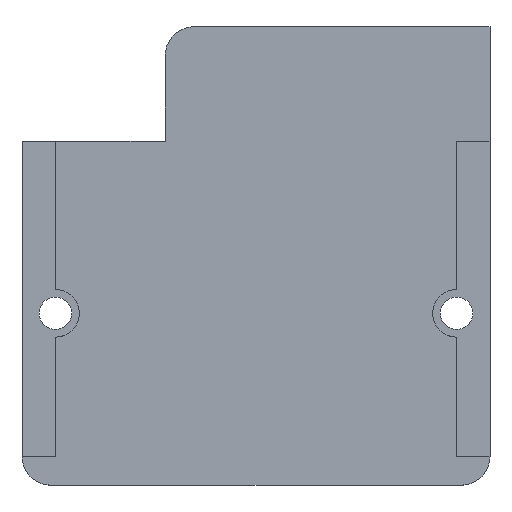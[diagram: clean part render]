
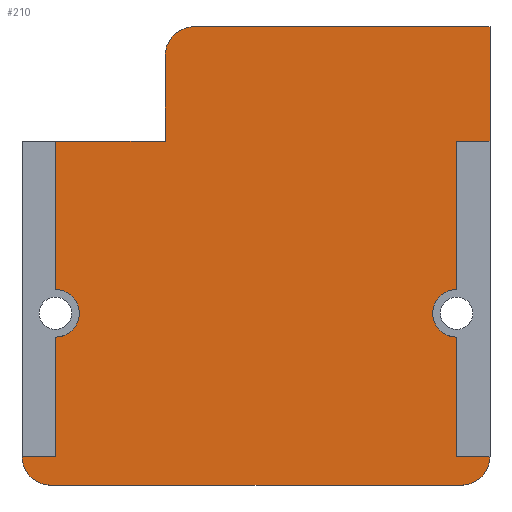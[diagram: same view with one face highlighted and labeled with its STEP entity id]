
A CAD part, top view. The second image highlights one B-rep face of the part: STEP entity #210.
In plain terms, the highlighted planar face has unit normal (0, 0, 1).
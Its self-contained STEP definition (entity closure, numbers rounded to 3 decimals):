
#24 = VERTEX_POINT('',#25);
#25 = CARTESIAN_POINT('',(0.,3.,1.));
#31 = EDGE_CURVE('',#24,#32,#34,.T.);
#32 = VERTEX_POINT('',#33);
#33 = CARTESIAN_POINT('',(3.,0.,1.));
#34 = CIRCLE('',#35,3.);
#35 = AXIS2_PLACEMENT_3D('',#36,#37,#38);
#36 = CARTESIAN_POINT('',(3.,3.,1.));
#37 = DIRECTION('',(0.,0.,1.));
#38 = DIRECTION('',(1.,0.,0.));
#103 = EDGE_CURVE('',#32,#104,#106,.T.);
#104 = VERTEX_POINT('',#105);
#105 = CARTESIAN_POINT('',(46.,0.,1.));
#106 = LINE('',#107,#108);
#107 = CARTESIAN_POINT('',(3.,0.,1.));
#108 = VECTOR('',#109,1.);
#109 = DIRECTION('',(1.,0.,0.));
#210 = ADVANCED_FACE('',(#211),#337,.T.);
#211 = FACE_BOUND('',#212,.T.);
#212 = EDGE_LOOP('',(#213,#221,#222,#223,#232,#240,#248,#257,#265,#273,
    #281,#289,#298,#306,#314,#322,#331));
#213 = ORIENTED_EDGE('',*,*,#214,.F.);
#214 = EDGE_CURVE('',#24,#215,#217,.T.);
#215 = VERTEX_POINT('',#216);
#216 = CARTESIAN_POINT('',(3.5,3.,1.));
#217 = LINE('',#218,#219);
#218 = CARTESIAN_POINT('',(0.,3.,1.));
#219 = VECTOR('',#220,1.);
#220 = DIRECTION('',(1.,0.,0.));
#221 = ORIENTED_EDGE('',*,*,#31,.T.);
#222 = ORIENTED_EDGE('',*,*,#103,.T.);
#223 = ORIENTED_EDGE('',*,*,#224,.T.);
#224 = EDGE_CURVE('',#104,#225,#227,.T.);
#225 = VERTEX_POINT('',#226);
#226 = CARTESIAN_POINT('',(49.,3.,1.));
#227 = CIRCLE('',#228,3.);
#228 = AXIS2_PLACEMENT_3D('',#229,#230,#231);
#229 = CARTESIAN_POINT('',(46.,3.,1.));
#230 = DIRECTION('',(0.,0.,1.));
#231 = DIRECTION('',(1.,0.,0.));
#232 = ORIENTED_EDGE('',*,*,#233,.T.);
#233 = EDGE_CURVE('',#225,#234,#236,.T.);
#234 = VERTEX_POINT('',#235);
#235 = CARTESIAN_POINT('',(45.5,3.,1.));
#236 = LINE('',#237,#238);
#237 = CARTESIAN_POINT('',(49.,3.,1.));
#238 = VECTOR('',#239,1.);
#239 = DIRECTION('',(-1.,0.,0.));
#240 = ORIENTED_EDGE('',*,*,#241,.T.);
#241 = EDGE_CURVE('',#234,#242,#244,.T.);
#242 = VERTEX_POINT('',#243);
#243 = CARTESIAN_POINT('',(45.5,15.5,1.));
#244 = LINE('',#245,#246);
#245 = CARTESIAN_POINT('',(45.5,3.,1.));
#246 = VECTOR('',#247,1.);
#247 = DIRECTION('',(0.,1.,0.));
#248 = ORIENTED_EDGE('',*,*,#249,.F.);
#249 = EDGE_CURVE('',#250,#242,#252,.T.);
#250 = VERTEX_POINT('',#251);
#251 = CARTESIAN_POINT('',(45.5,20.5,1.));
#252 = CIRCLE('',#253,2.5);
#253 = AXIS2_PLACEMENT_3D('',#254,#255,#256);
#254 = CARTESIAN_POINT('',(45.5,18.,1.));
#255 = DIRECTION('',(0.,0.,1.));
#256 = DIRECTION('',(1.,0.,0.));
#257 = ORIENTED_EDGE('',*,*,#258,.T.);
#258 = EDGE_CURVE('',#250,#259,#261,.T.);
#259 = VERTEX_POINT('',#260);
#260 = CARTESIAN_POINT('',(45.5,36.,1.));
#261 = LINE('',#262,#263);
#262 = CARTESIAN_POINT('',(45.5,20.5,1.));
#263 = VECTOR('',#264,1.);
#264 = DIRECTION('',(0.,1.,0.));
#265 = ORIENTED_EDGE('',*,*,#266,.T.);
#266 = EDGE_CURVE('',#259,#267,#269,.T.);
#267 = VERTEX_POINT('',#268);
#268 = CARTESIAN_POINT('',(49.,36.,1.));
#269 = LINE('',#270,#271);
#270 = CARTESIAN_POINT('',(45.5,36.,1.));
#271 = VECTOR('',#272,1.);
#272 = DIRECTION('',(1.,0.,0.));
#273 = ORIENTED_EDGE('',*,*,#274,.T.);
#274 = EDGE_CURVE('',#267,#275,#277,.T.);
#275 = VERTEX_POINT('',#276);
#276 = CARTESIAN_POINT('',(49.,48.,1.));
#277 = LINE('',#278,#279);
#278 = CARTESIAN_POINT('',(49.,3.,1.));
#279 = VECTOR('',#280,1.);
#280 = DIRECTION('',(0.,1.,0.));
#281 = ORIENTED_EDGE('',*,*,#282,.F.);
#282 = EDGE_CURVE('',#283,#275,#285,.T.);
#283 = VERTEX_POINT('',#284);
#284 = CARTESIAN_POINT('',(18.,48.,1.));
#285 = LINE('',#286,#287);
#286 = CARTESIAN_POINT('',(18.,48.,1.));
#287 = VECTOR('',#288,1.);
#288 = DIRECTION('',(1.,0.,0.));
#289 = ORIENTED_EDGE('',*,*,#290,.T.);
#290 = EDGE_CURVE('',#283,#291,#293,.T.);
#291 = VERTEX_POINT('',#292);
#292 = CARTESIAN_POINT('',(15.,45.,1.));
#293 = CIRCLE('',#294,3.);
#294 = AXIS2_PLACEMENT_3D('',#295,#296,#297);
#295 = CARTESIAN_POINT('',(18.,45.,1.));
#296 = DIRECTION('',(0.,0.,1.));
#297 = DIRECTION('',(1.,0.,0.));
#298 = ORIENTED_EDGE('',*,*,#299,.F.);
#299 = EDGE_CURVE('',#300,#291,#302,.T.);
#300 = VERTEX_POINT('',#301);
#301 = CARTESIAN_POINT('',(15.,36.,1.));
#302 = LINE('',#303,#304);
#303 = CARTESIAN_POINT('',(15.,36.,1.));
#304 = VECTOR('',#305,1.);
#305 = DIRECTION('',(0.,1.,0.));
#306 = ORIENTED_EDGE('',*,*,#307,.F.);
#307 = EDGE_CURVE('',#308,#300,#310,.T.);
#308 = VERTEX_POINT('',#309);
#309 = CARTESIAN_POINT('',(3.5,36.,1.));
#310 = LINE('',#311,#312);
#311 = CARTESIAN_POINT('',(0.,36.,1.));
#312 = VECTOR('',#313,1.);
#313 = DIRECTION('',(1.,0.,0.));
#314 = ORIENTED_EDGE('',*,*,#315,.F.);
#315 = EDGE_CURVE('',#316,#308,#318,.T.);
#316 = VERTEX_POINT('',#317);
#317 = CARTESIAN_POINT('',(3.5,20.5,1.));
#318 = LINE('',#319,#320);
#319 = CARTESIAN_POINT('',(3.5,20.5,1.));
#320 = VECTOR('',#321,1.);
#321 = DIRECTION('',(0.,1.,0.));
#322 = ORIENTED_EDGE('',*,*,#323,.F.);
#323 = EDGE_CURVE('',#324,#316,#326,.T.);
#324 = VERTEX_POINT('',#325);
#325 = CARTESIAN_POINT('',(3.5,15.5,1.));
#326 = CIRCLE('',#327,2.5);
#327 = AXIS2_PLACEMENT_3D('',#328,#329,#330);
#328 = CARTESIAN_POINT('',(3.5,18.,1.));
#329 = DIRECTION('',(0.,0.,1.));
#330 = DIRECTION('',(1.,0.,0.));
#331 = ORIENTED_EDGE('',*,*,#332,.F.);
#332 = EDGE_CURVE('',#215,#324,#333,.T.);
#333 = LINE('',#334,#335);
#334 = CARTESIAN_POINT('',(3.5,3.,1.));
#335 = VECTOR('',#336,1.);
#336 = DIRECTION('',(0.,1.,0.));
#337 = PLANE('',#338);
#338 = AXIS2_PLACEMENT_3D('',#339,#340,#341);
#339 = CARTESIAN_POINT('',(25.519,23.226,1.));
#340 = DIRECTION('',(0.,0.,1.));
#341 = DIRECTION('',(1.,0.,0.));
